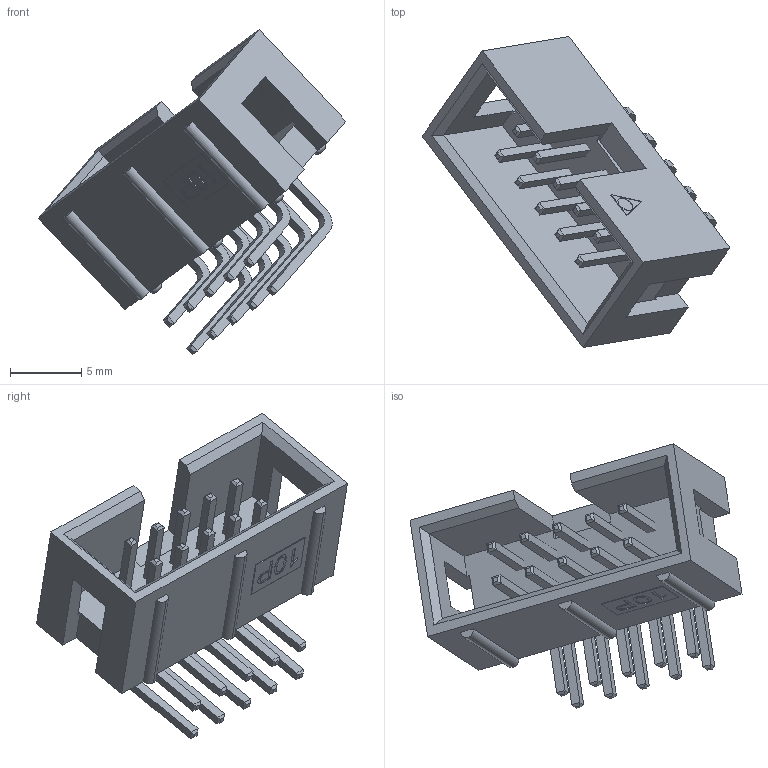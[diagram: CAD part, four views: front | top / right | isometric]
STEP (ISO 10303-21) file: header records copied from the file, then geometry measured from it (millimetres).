
FILE_DESCRIPTION (( 'STEP AP214' ), '1' );
FILE_NAME ('User Library-BH10R.STEP', '2022-11-18T09:14:29', ( '' ), ( '' ), 'SwSTEP 2.0', 'SolidWorks 2022', '' );
FILE_SCHEMA (( 'AUTOMOTIVE_DESIGN' ));
Length unit declared in the file: millimetre
Products named in the file (4): pin IDC bigl_По умолчанию; User Library-BH10R; pin IDC small_По умолчанию; User Library-IDC-10MS_Case IDC-10MS_По умолчанию
Assembly tree (11 placements, depth 2):
  User Library-BH10R
    pin IDC bigl_По умолчанию  x5
    pin IDC small_По умолчанию  x5
    User Library-IDC-10MS_Case IDC-10MS_По умолчанию
Bounding box: 21.56 x 21.79 x 22.81 mm (x, y, z)
Volume: 821.7 mm3; surface area: 1615.4 mm2
Topology: 11 solids, 11 shells, 336 faces, 776 edges, 482 vertices
Faces by surface type: plane 266, cylinder 40, bspline 18, torus 12
Entity records: 6610 total; most frequent: CARTESIAN_POINT 2026, ORIENTED_EDGE 912, DIRECTION 868, EDGE_CURVE 456, VECTOR 348, LINE 348, VERTEX_POINT 290, AXIS2_PLACEMENT_3D 260
